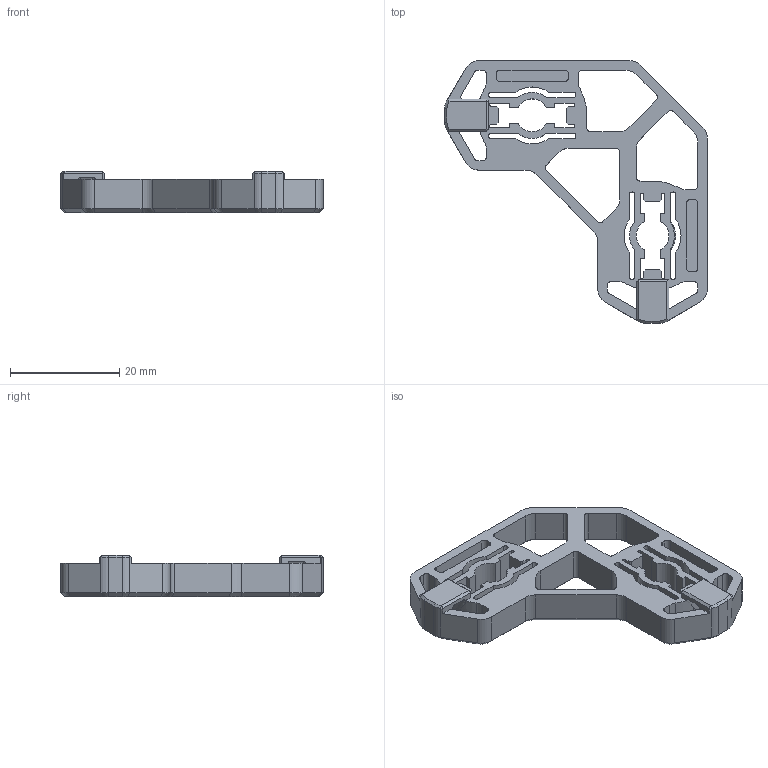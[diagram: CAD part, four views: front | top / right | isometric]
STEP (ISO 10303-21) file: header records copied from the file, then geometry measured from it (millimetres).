
FILE_DESCRIPTION(/* description */ (''),/* implementation_level */ '2;1');
FILE_NAME(/* name */ 'Corner_lock_body_flat.step',/* time_stamp */ '2021-09-16T17:54:40+02:00',/* author */ (''),/* organization */ (''),/* preprocessor_version */ 'ST-DEVELOPER v18.1',/* originating_system */ 'Autodesk Translation Framework v10.10.0.1391',/* authorisation */ '');
FILE_SCHEMA (('AUTOMOTIVE_DESIGN { 1 0 10303 214 3 1 1 }'));
Length unit declared in the file: millimetre
Products named in the file (1): Corner_lock_body
Bounding box: 48 x 48 x 7.6 mm (x, y, z)
Volume: 4681.1 mm3; surface area: 5447.6 mm2
Topology: 1 solids, 1 shells, 379 faces, 1001 edges, 626 vertices
Faces by surface type: plane 212, cylinder 100, cone 64, bspline 3
Full cylindrical faces by diameter (mm): 1.5 x4
Entity records: 12089 total; most frequent: CARTESIAN_POINT 2464, DIRECTION 2026, ORIENTED_EDGE 2002, EDGE_CURVE 1001, LINE 698, VECTOR 698, AXIS2_PLACEMENT_3D 664, VERTEX_POINT 626
